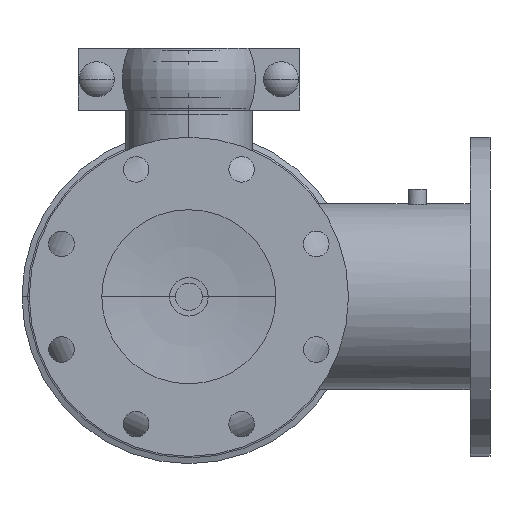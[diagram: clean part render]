
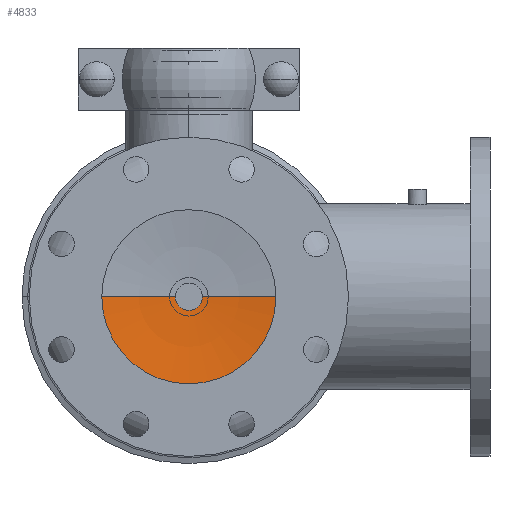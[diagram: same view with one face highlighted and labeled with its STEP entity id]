
A CAD part, front view. The second image highlights one B-rep face of the part: STEP entity #4833.
In plain terms, the highlighted toroidal (fillet/blend) face has major radius 0.201 mm and minor radius 503 mm.
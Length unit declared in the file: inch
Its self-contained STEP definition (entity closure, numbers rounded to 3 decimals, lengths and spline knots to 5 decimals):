
#85 = CIRCLE ( 'NONE', #8768, 0.46815 ) ;
#215 = CARTESIAN_POINT ( 'NONE',  ( -0.46815, 48.42663, 0. ) ) ;
#350 = CIRCLE ( 'NONE', #2385, 19.80315 ) ;
#619 = TOROIDAL_SURFACE ( 'NONE', #9033, 0.0079, 19.80315 ) ;
#1117 = CARTESIAN_POINT ( 'NONE',  ( 0., 28.62883, 0. ) ) ;
#1147 = ORIENTED_EDGE ( 'NONE', *, *, #9757, .F. ) ;
#1481 = FACE_OUTER_BOUND ( 'NONE', #7394, .T. ) ;
#1747 = DIRECTION ( 'NONE',  ( 1., 0., 0. ) ) ;
#2385 = AXIS2_PLACEMENT_3D ( 'NONE', #6907, #5325, #6059 ) ;
#2467 = EDGE_CURVE ( 'NONE', #7967, #4266, #3754, .T. ) ;
#2481 = EDGE_CURVE ( 'NONE', #8638, #7967, #10162, .T. ) ;
#2690 = DIRECTION ( 'NONE',  ( 1., 0., 0. ) ) ;
#2927 = DIRECTION ( 'NONE',  ( 1., 0., 0. ) ) ;
#3059 = DIRECTION ( 'NONE',  ( 0., 0., 1. ) ) ;
#3420 = DIRECTION ( 'NONE',  ( 0., -1., 0. ) ) ;
#3754 = CIRCLE ( 'NONE', #8003, 4.23247 ) ;
#4032 = ORIENTED_EDGE ( 'NONE', *, *, #2481, .T. ) ;
#4266 = VERTEX_POINT ( 'NONE', #8624 ) ;
#4448 = AXIS2_PLACEMENT_3D ( 'NONE', #5415, #3059, #8593 ) ;
#4833 = ADVANCED_FACE ( 'NONE', ( #1481 ), #619, .F. ) ;
#5201 = ORIENTED_EDGE ( 'NONE', *, *, #5724, .F. ) ;
#5325 = DIRECTION ( 'NONE',  ( 0., 0., -1. ) ) ;
#5415 = CARTESIAN_POINT ( 'NONE',  ( -0.0079, 28.62883, 0. ) ) ;
#5705 = CARTESIAN_POINT ( 'NONE',  ( 0.46815, 48.42663, 0. ) ) ;
#5724 = EDGE_CURVE ( 'NONE', #8638, #9534, #85, .T. ) ;
#5790 = CARTESIAN_POINT ( 'NONE',  ( 0., 48.42663, 0. ) ) ;
#6059 = DIRECTION ( 'NONE',  ( -1., 0., 0. ) ) ;
#6220 = DIRECTION ( 'NONE',  ( 0., -1., 0. ) ) ;
#6384 = CARTESIAN_POINT ( 'NONE',  ( -4.23247, 47.97613, 0. ) ) ;
#6907 = CARTESIAN_POINT ( 'NONE',  ( 0.0079, 28.62883, 0. ) ) ;
#7394 = EDGE_LOOP ( 'NONE', ( #5201, #4032, #9017, #1147 ) ) ;
#7967 = VERTEX_POINT ( 'NONE', #6384 ) ;
#8003 = AXIS2_PLACEMENT_3D ( 'NONE', #10220, #6220, #2927 ) ;
#8285 = DIRECTION ( 'NONE',  ( 0., -1., 0. ) ) ;
#8593 = DIRECTION ( 'NONE',  ( 1., 0., 0. ) ) ;
#8624 = CARTESIAN_POINT ( 'NONE',  ( 4.23247, 47.97613, 0. ) ) ;
#8638 = VERTEX_POINT ( 'NONE', #215 ) ;
#8768 = AXIS2_PLACEMENT_3D ( 'NONE', #5790, #3420, #1747 ) ;
#9017 = ORIENTED_EDGE ( 'NONE', *, *, #2467, .T. ) ;
#9033 = AXIS2_PLACEMENT_3D ( 'NONE', #1117, #8285, #2690 ) ;
#9534 = VERTEX_POINT ( 'NONE', #5705 ) ;
#9757 = EDGE_CURVE ( 'NONE', #9534, #4266, #350, .T. ) ;
#10162 = CIRCLE ( 'NONE', #4448, 19.80315 ) ;
#10220 = CARTESIAN_POINT ( 'NONE',  ( 0., 47.97613, 0. ) ) ;
